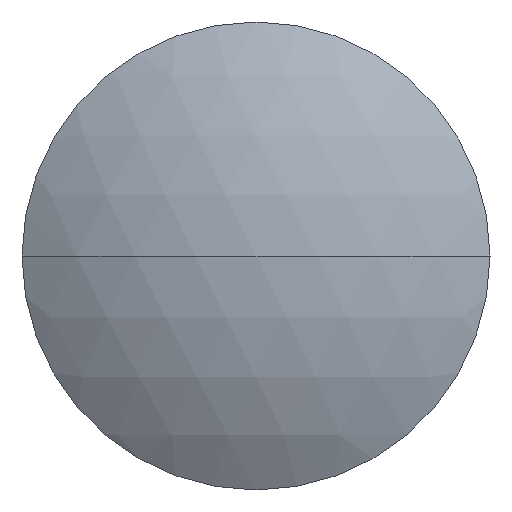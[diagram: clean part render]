
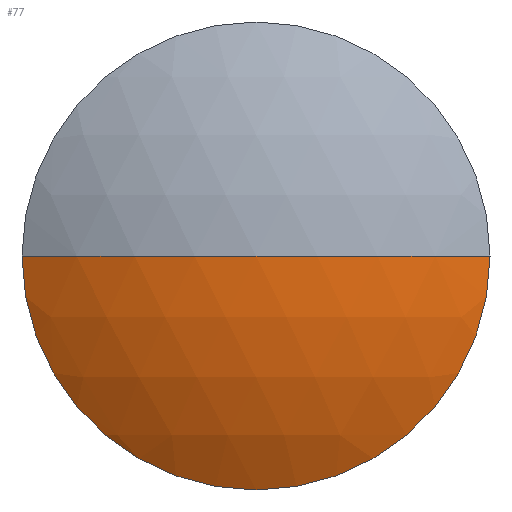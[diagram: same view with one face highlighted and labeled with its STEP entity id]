
A CAD part, left-side view. The second image highlights one B-rep face of the part: STEP entity #77.
In plain terms, the highlighted spherical face has radius 24.19 mm.
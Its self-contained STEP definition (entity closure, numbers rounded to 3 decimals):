
#14 = DIRECTION ( 'NONE',  ( -1., 0., 0. ) ) ;
#37 = VERTEX_POINT ( 'NONE', #145 ) ;
#38 = DIRECTION ( 'NONE',  ( 0., -1., 0. ) ) ;
#42 = VERTEX_POINT ( 'NONE', #218 ) ;
#60 = DIRECTION ( 'NONE',  ( 0., 0., -1. ) ) ;
#77 = ADVANCED_FACE ( 'NONE', ( #126 ), #247, .T. ) ;
#81 = CARTESIAN_POINT ( 'NONE',  ( 84.097, 35.351, 0. ) ) ;
#85 = DIRECTION ( 'NONE',  ( 0., 1., 0. ) ) ;
#89 = DIRECTION ( 'NONE',  ( 1., 0., 0. ) ) ;
#98 = VERTEX_POINT ( 'NONE', #81 ) ;
#106 = DIRECTION ( 'NONE',  ( 0., 1., 0. ) ) ;
#126 = FACE_OUTER_BOUND ( 'NONE', #215, .T. ) ;
#135 = CIRCLE ( 'NONE', #252, 24.19 ) ;
#141 = EDGE_CURVE ( 'NONE', #98, #42, #135, .T. ) ;
#145 = CARTESIAN_POINT ( 'NONE',  ( 84.097, 60.351, 0. ) ) ;
#168 = AXIS2_PLACEMENT_3D ( 'NONE', #183, #228, #89 ) ;
#182 = CARTESIAN_POINT ( 'NONE',  ( 104.806, 47.851, 0. ) ) ;
#183 = CARTESIAN_POINT ( 'NONE',  ( 104.806, 47.851, 0. ) ) ;
#187 = ORIENTED_EDGE ( 'NONE', *, *, #225, .F. ) ;
#206 = EDGE_CURVE ( 'NONE', #37, #98, #302, .T. ) ;
#215 = EDGE_LOOP ( 'NONE', ( #276, #303, #187 ) ) ;
#218 = CARTESIAN_POINT ( 'NONE',  ( 80.617, 47.851, 0. ) ) ;
#222 = AXIS2_PLACEMENT_3D ( 'NONE', #267, #287, #85 ) ;
#225 = EDGE_CURVE ( 'NONE', #37, #42, #279, .T. ) ;
#228 = DIRECTION ( 'NONE',  ( 0., 0., 1. ) ) ;
#230 = AXIS2_PLACEMENT_3D ( 'NONE', #291, #14, #38 ) ;
#247 = SPHERICAL_SURFACE ( 'NONE', #222, 24.19 ) ;
#252 = AXIS2_PLACEMENT_3D ( 'NONE', #182, #60, #106 ) ;
#267 = CARTESIAN_POINT ( 'NONE',  ( 104.806, 47.851, 0. ) ) ;
#276 = ORIENTED_EDGE ( 'NONE', *, *, #206, .T. ) ;
#279 = CIRCLE ( 'NONE', #168, 24.19 ) ;
#287 = DIRECTION ( 'NONE',  ( 0., 0., -1. ) ) ;
#291 = CARTESIAN_POINT ( 'NONE',  ( 84.097, 47.851, 0. ) ) ;
#302 = CIRCLE ( 'NONE', #230, 12.5 ) ;
#303 = ORIENTED_EDGE ( 'NONE', *, *, #141, .T. ) ;
